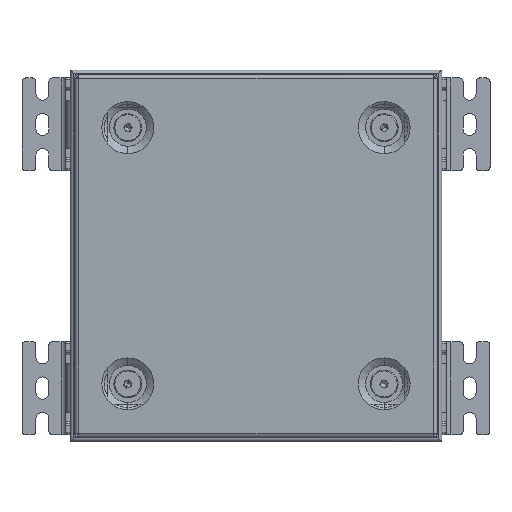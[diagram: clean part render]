
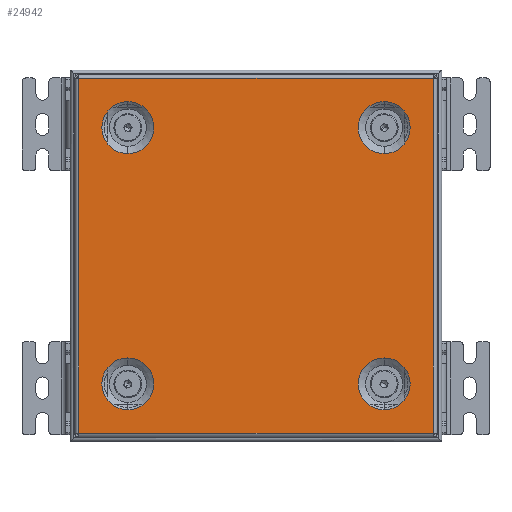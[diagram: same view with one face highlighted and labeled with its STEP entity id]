
A CAD part, top view. The second image highlights one B-rep face of the part: STEP entity #24942.
In plain terms, the highlighted planar face has unit normal (0, 0, 1).
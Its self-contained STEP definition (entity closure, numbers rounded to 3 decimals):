
#28 = AXIS2_PLACEMENT_3D ( 'NONE', #15968, #21863, #3392 ) ;
#693 = CARTESIAN_POINT ( 'NONE',  ( -95.5, 95.5, 0. ) ) ;
#741 = EDGE_CURVE ( 'NONE', #25794, #17091, #20340, .T. ) ;
#1147 = EDGE_LOOP ( 'NONE', ( #15268, #22704 ) ) ;
#1157 = CARTESIAN_POINT ( 'NONE',  ( 95.4, -95.5, 0. ) ) ;
#1211 = CARTESIAN_POINT ( 'NONE',  ( -69., 69., 0. ) ) ;
#1491 = VERTEX_POINT ( 'NONE', #21978 ) ;
#1516 = ORIENTED_EDGE ( 'NONE', *, *, #25446, .T. ) ;
#1530 = ORIENTED_EDGE ( 'NONE', *, *, #9559, .T. ) ;
#1884 = CARTESIAN_POINT ( 'NONE',  ( -69., -69., 0. ) ) ;
#1913 = EDGE_CURVE ( 'NONE', #22404, #10036, #10239, .T. ) ;
#1963 = DIRECTION ( 'NONE',  ( 0., 0., 1. ) ) ;
#2072 = DIRECTION ( 'NONE',  ( 0., -1., 0. ) ) ;
#2419 = CARTESIAN_POINT ( 'NONE',  ( 69., -55., 0. ) ) ;
#2597 = VECTOR ( 'NONE', #4237, 1000. ) ;
#2699 = VECTOR ( 'NONE', #23956, 1000. ) ;
#3098 = ORIENTED_EDGE ( 'NONE', *, *, #25368, .F. ) ;
#3278 = DIRECTION ( 'NONE',  ( 1., 0., 0. ) ) ;
#3392 = DIRECTION ( 'NONE',  ( -1., 0., 0. ) ) ;
#3444 = CARTESIAN_POINT ( 'NONE',  ( 69., 55., 0. ) ) ;
#3733 = VECTOR ( 'NONE', #25426, 1000. ) ;
#3874 = CARTESIAN_POINT ( 'NONE',  ( 0., 0., 0. ) ) ;
#3951 = CARTESIAN_POINT ( 'NONE',  ( 69., -83., 0. ) ) ;
#4237 = DIRECTION ( 'NONE',  ( 1., 0., 0. ) ) ;
#4343 = CARTESIAN_POINT ( 'NONE',  ( -69., 69., 0. ) ) ;
#4410 = EDGE_CURVE ( 'NONE', #26133, #16123, #4987, .T. ) ;
#4510 = CARTESIAN_POINT ( 'NONE',  ( 95.5, -95.5, 0. ) ) ;
#4915 = CARTESIAN_POINT ( 'NONE',  ( 69., -69., 0. ) ) ;
#4987 = LINE ( 'NONE', #9021, #22727 ) ;
#5160 = CIRCLE ( 'NONE', #6894, 14. ) ;
#5195 = DIRECTION ( 'NONE',  ( -1., 0., 0. ) ) ;
#5491 = DIRECTION ( 'NONE',  ( 1., 0., 0. ) ) ;
#5594 = VERTEX_POINT ( 'NONE', #26433 ) ;
#5771 = DIRECTION ( 'NONE',  ( 0., 0., 1. ) ) ;
#5878 = FACE_BOUND ( 'NONE', #8364, .T. ) ;
#6014 = VERTEX_POINT ( 'NONE', #22501 ) ;
#6020 = FACE_OUTER_BOUND ( 'NONE', #23404, .T. ) ;
#6033 = CARTESIAN_POINT ( 'NONE',  ( 95.5, -95.793, 0. ) ) ;
#6218 = EDGE_LOOP ( 'NONE', ( #24328, #14922 ) ) ;
#6325 = CARTESIAN_POINT ( 'NONE',  ( 95.793, 95.5, 0. ) ) ;
#6490 = DIRECTION ( 'NONE',  ( 0., 0., 1. ) ) ;
#6894 = AXIS2_PLACEMENT_3D ( 'NONE', #23517, #7727, #5195 ) ;
#7161 = DIRECTION ( 'NONE',  ( -1., 0., 0. ) ) ;
#7345 = LINE ( 'NONE', #15234, #7679 ) ;
#7405 = CARTESIAN_POINT ( 'NONE',  ( -69., 83., 0. ) ) ;
#7561 = ORIENTED_EDGE ( 'NONE', *, *, #22668, .T. ) ;
#7679 = VECTOR ( 'NONE', #17494, 1000. ) ;
#7727 = DIRECTION ( 'NONE',  ( 0., 0., 1. ) ) ;
#7897 = FACE_BOUND ( 'NONE', #19112, .T. ) ;
#8135 = LINE ( 'NONE', #20304, #2597 ) ;
#8169 = DIRECTION ( 'NONE',  ( 1., 0., 0. ) ) ;
#8214 = DIRECTION ( 'NONE',  ( -1., 0., 0. ) ) ;
#8364 = EDGE_LOOP ( 'NONE', ( #3098, #22678 ) ) ;
#8379 = AXIS2_PLACEMENT_3D ( 'NONE', #22795, #1963, #11021 ) ;
#8901 = ORIENTED_EDGE ( 'NONE', *, *, #741, .T. ) ;
#9021 = CARTESIAN_POINT ( 'NONE',  ( -95.793, -95.5, 0. ) ) ;
#9540 = VERTEX_POINT ( 'NONE', #23296 ) ;
#9559 = EDGE_CURVE ( 'NONE', #16123, #25794, #21800, .T. ) ;
#10036 = VERTEX_POINT ( 'NONE', #11449 ) ;
#10239 = CIRCLE ( 'NONE', #25209, 14. ) ;
#10284 = VECTOR ( 'NONE', #2072, 1000. ) ;
#10567 = AXIS2_PLACEMENT_3D ( 'NONE', #4915, #13080, #3278 ) ;
#10676 = CIRCLE ( 'NONE', #17924, 14. ) ;
#10797 = EDGE_CURVE ( 'NONE', #22052, #24596, #22037, .T. ) ;
#11021 = DIRECTION ( 'NONE',  ( 1., 0., 0. ) ) ;
#11137 = ORIENTED_EDGE ( 'NONE', *, *, #18872, .T. ) ;
#11390 = ORIENTED_EDGE ( 'NONE', *, *, #4410, .T. ) ;
#11449 = CARTESIAN_POINT ( 'NONE',  ( -69., 55., 0. ) ) ;
#11512 = CARTESIAN_POINT ( 'NONE',  ( 97.5, -95.5, 0. ) ) ;
#11882 = CARTESIAN_POINT ( 'NONE',  ( 95.793, 95.5, 0. ) ) ;
#12388 = CARTESIAN_POINT ( 'NONE',  ( -95.5, 95.793, 0. ) ) ;
#12445 = AXIS2_PLACEMENT_3D ( 'NONE', #3874, #14584, #8169 ) ;
#12576 = EDGE_CURVE ( 'NONE', #24596, #22052, #22522, .T. ) ;
#13080 = DIRECTION ( 'NONE',  ( 0., 0., 1. ) ) ;
#13292 = CIRCLE ( 'NONE', #28, 14. ) ;
#13850 = CARTESIAN_POINT ( 'NONE',  ( -95.4, -95.5, 0. ) ) ;
#13904 = EDGE_CURVE ( 'NONE', #1491, #20470, #21295, .T. ) ;
#14584 = DIRECTION ( 'NONE',  ( 0., 0., 1. ) ) ;
#14778 = DIRECTION ( 'NONE',  ( 1., 0., 0. ) ) ;
#14922 = ORIENTED_EDGE ( 'NONE', *, *, #19085, .F. ) ;
#15234 = CARTESIAN_POINT ( 'NONE',  ( -97.5, 95.5, 0. ) ) ;
#15268 = ORIENTED_EDGE ( 'NONE', *, *, #1913, .F. ) ;
#15338 = CARTESIAN_POINT ( 'NONE',  ( 95.5, 95.5, 0. ) ) ;
#15968 = CARTESIAN_POINT ( 'NONE',  ( 69., 69., 0. ) ) ;
#16123 = VERTEX_POINT ( 'NONE', #1157 ) ;
#16323 = ORIENTED_EDGE ( 'NONE', *, *, #21320, .F. ) ;
#16461 = ORIENTED_EDGE ( 'NONE', *, *, #10797, .F. ) ;
#16468 = DIRECTION ( 'NONE',  ( -1., 0., 0. ) ) ;
#17051 = DIRECTION ( 'NONE',  ( 0., 0., 1. ) ) ;
#17091 = VERTEX_POINT ( 'NONE', #15338 ) ;
#17169 = DIRECTION ( 'NONE',  ( 1., 0., 0. ) ) ;
#17494 = DIRECTION ( 'NONE',  ( 1., 0., 0. ) ) ;
#17618 = CARTESIAN_POINT ( 'NONE',  ( -69., -83., 0. ) ) ;
#17866 = ORIENTED_EDGE ( 'NONE', *, *, #12576, .F. ) ;
#17924 = AXIS2_PLACEMENT_3D ( 'NONE', #19335, #17051, #7161 ) ;
#18179 = FACE_BOUND ( 'NONE', #1147, .T. ) ;
#18197 = CARTESIAN_POINT ( 'NONE',  ( -95.4, 95.5, 0. ) ) ;
#18289 = AXIS2_PLACEMENT_3D ( 'NONE', #1884, #5771, #16468 ) ;
#18301 = VERTEX_POINT ( 'NONE', #18197 ) ;
#18872 = EDGE_CURVE ( 'NONE', #22959, #9540, #20416, .T. ) ;
#19085 = EDGE_CURVE ( 'NONE', #25348, #6014, #13292, .T. ) ;
#19112 = EDGE_LOOP ( 'NONE', ( #16461, #17866 ) ) ;
#19335 = CARTESIAN_POINT ( 'NONE',  ( 69., 69., 0. ) ) ;
#20024 = DIRECTION ( 'NONE',  ( -1., 0., 0. ) ) ;
#20304 = CARTESIAN_POINT ( 'NONE',  ( -95.793, -95.5, 0. ) ) ;
#20340 = LINE ( 'NONE', #6033, #2699 ) ;
#20416 = LINE ( 'NONE', #12388, #10284 ) ;
#20470 = VERTEX_POINT ( 'NONE', #17618 ) ;
#20606 = FACE_BOUND ( 'NONE', #6218, .T. ) ;
#20914 = LINE ( 'NONE', #6325, #24371 ) ;
#21026 = CIRCLE ( 'NONE', #21437, 14. ) ;
#21295 = CIRCLE ( 'NONE', #18289, 14. ) ;
#21320 = EDGE_CURVE ( 'NONE', #22959, #18301, #7345, .T. ) ;
#21437 = AXIS2_PLACEMENT_3D ( 'NONE', #4343, #6490, #14778 ) ;
#21800 = LINE ( 'NONE', #11512, #3733 ) ;
#21863 = DIRECTION ( 'NONE',  ( 0., 0., 1. ) ) ;
#21978 = CARTESIAN_POINT ( 'NONE',  ( -69., -55., 0. ) ) ;
#22037 = CIRCLE ( 'NONE', #8379, 14. ) ;
#22052 = VERTEX_POINT ( 'NONE', #3951 ) ;
#22199 = PLANE ( 'NONE',  #12445 ) ;
#22307 = LINE ( 'NONE', #11882, #23547 ) ;
#22404 = VERTEX_POINT ( 'NONE', #7405 ) ;
#22501 = CARTESIAN_POINT ( 'NONE',  ( 69., 83., 0. ) ) ;
#22522 = CIRCLE ( 'NONE', #10567, 14. ) ;
#22668 = EDGE_CURVE ( 'NONE', #17091, #5594, #20914, .T. ) ;
#22678 = ORIENTED_EDGE ( 'NONE', *, *, #13904, .F. ) ;
#22704 = ORIENTED_EDGE ( 'NONE', *, *, #26162, .F. ) ;
#22727 = VECTOR ( 'NONE', #17169, 1000. ) ;
#22795 = CARTESIAN_POINT ( 'NONE',  ( 69., -69., 0. ) ) ;
#22959 = VERTEX_POINT ( 'NONE', #693 ) ;
#23296 = CARTESIAN_POINT ( 'NONE',  ( -95.5, -95.5, 0. ) ) ;
#23298 = ORIENTED_EDGE ( 'NONE', *, *, #25597, .T. ) ;
#23404 = EDGE_LOOP ( 'NONE', ( #7561, #23298, #16323, #11137, #1516, #11390, #1530, #8901 ) ) ;
#23517 = CARTESIAN_POINT ( 'NONE',  ( -69., -69., 0. ) ) ;
#23547 = VECTOR ( 'NONE', #20024, 1000. ) ;
#23691 = DIRECTION ( 'NONE',  ( 0., 0., 1. ) ) ;
#23879 = EDGE_CURVE ( 'NONE', #6014, #25348, #10676, .T. ) ;
#23956 = DIRECTION ( 'NONE',  ( 0., 1., 0. ) ) ;
#24328 = ORIENTED_EDGE ( 'NONE', *, *, #23879, .F. ) ;
#24371 = VECTOR ( 'NONE', #8214, 1000. ) ;
#24596 = VERTEX_POINT ( 'NONE', #2419 ) ;
#24942 = ADVANCED_FACE ( 'NONE', ( #6020, #7897, #20606, #5878, #18179 ), #22199, .T. ) ;
#25209 = AXIS2_PLACEMENT_3D ( 'NONE', #1211, #23691, #5491 ) ;
#25348 = VERTEX_POINT ( 'NONE', #3444 ) ;
#25368 = EDGE_CURVE ( 'NONE', #20470, #1491, #5160, .T. ) ;
#25426 = DIRECTION ( 'NONE',  ( 1., 0., 0. ) ) ;
#25446 = EDGE_CURVE ( 'NONE', #9540, #26133, #8135, .T. ) ;
#25597 = EDGE_CURVE ( 'NONE', #5594, #18301, #22307, .T. ) ;
#25794 = VERTEX_POINT ( 'NONE', #4510 ) ;
#26133 = VERTEX_POINT ( 'NONE', #13850 ) ;
#26162 = EDGE_CURVE ( 'NONE', #10036, #22404, #21026, .T. ) ;
#26433 = CARTESIAN_POINT ( 'NONE',  ( 95.4, 95.5, 0. ) ) ;
